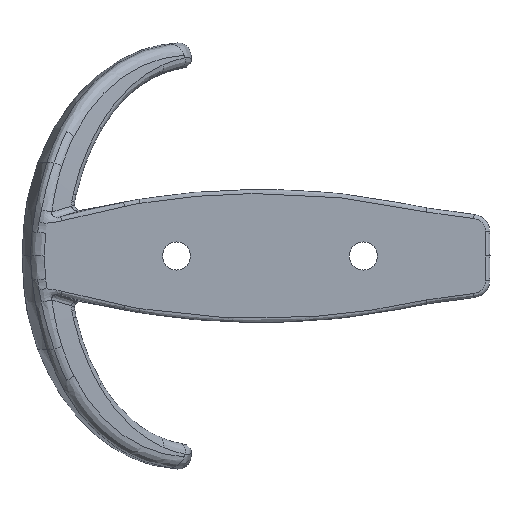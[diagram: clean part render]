
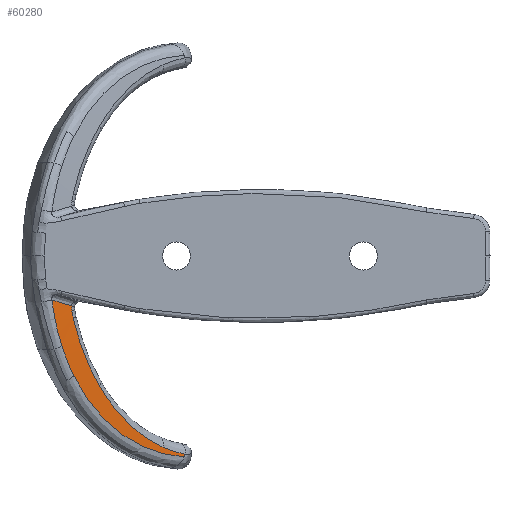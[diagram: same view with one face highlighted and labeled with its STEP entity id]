
A CAD part, front view. The second image highlights one B-rep face of the part: STEP entity #60280.
In plain terms, the highlighted free-form (B-spline) face has degree [4, 2] with [5, 3] control points.
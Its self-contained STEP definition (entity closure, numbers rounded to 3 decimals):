
#23220=CARTESIAN_POINT('',(-7.487,-52.994,0.91));
#23230=VERTEX_POINT('',#23220);
#26020=CARTESIAN_POINT('',(-15.347,-51.278,2.791));
#26030=VERTEX_POINT('',#26020);
#26140=CARTESIAN_POINT('',(-7.487,-52.994,0.91));
#26150=CARTESIAN_POINT('',(-10.216,-52.645,1.264));
#26160=CARTESIAN_POINT('',(-12.86,-52.076,1.904));
#26170=CARTESIAN_POINT('',(-15.347,-51.278,2.791));
#26180=B_SPLINE_CURVE_WITH_KNOTS('',3,(#26140,#26150,#26160,#26170),
.UNSPECIFIED.,.F.,.F.,(4,4),(0.,8.311),.UNSPECIFIED.);
#26190=EDGE_CURVE('',#23230,#26030,#26180,.T.);
#49820=CARTESIAN_POINT('',(-33.942,-30.113,24.507)
);
#49830=VERTEX_POINT('',#49820);
#51290=CARTESIAN_POINT('',(-8.555,-49.594,4.296));
#51300=VERTEX_POINT('',#51290);
#51330=CARTESIAN_POINT('',(-8.555,-49.594,4.296));
#51340=DIRECTION('',(0.217,-0.692,
-0.689));
#51350=VECTOR('',#51340,1.);
#51360=LINE('',#51330,#51350);
#51370=EDGE_CURVE('',#51300,#23230,#51360,.T.);
#55110=CARTESIAN_POINT('',(-32.75,-33.949,20.683));
#55120=VERTEX_POINT('',#55110);
#55150=CARTESIAN_POINT('',(-32.75,-33.949,20.683));
#55160=CARTESIAN_POINT('',(-32.527,-34.477,20.154));
#55170=CARTESIAN_POINT('',(-32.27,-35.002,19.627));
#55180=CARTESIAN_POINT('',(-31.832,-35.786,18.836));
#55190=CARTESIAN_POINT('',(-31.677,-36.047,18.573));
#55200=CARTESIAN_POINT('',(-31.35,-36.566,18.046));
#55210=CARTESIAN_POINT('',(-31.171,-36.836,17.772));
#55220=CARTESIAN_POINT('',(-30.652,-37.578,17.018));
#55230=CARTESIAN_POINT('',(-30.277,-38.067,16.519));
#55240=CARTESIAN_POINT('',(-29.672,-38.789,15.779));
#55250=CARTESIAN_POINT('',(-29.463,-39.028,15.533));
#55260=CARTESIAN_POINT('',(-29.03,-39.503,15.044));
#55270=CARTESIAN_POINT('',(-28.8,-39.746,14.794));
#55280=CARTESIAN_POINT('',(-27.68,-40.882,13.618));
#55290=CARTESIAN_POINT('',(-26.679,-41.76,12.703));
#55300=CARTESIAN_POINT('',(-24.533,-43.402,10.975));
#55310=CARTESIAN_POINT('',(-23.391,-44.167,10.162));
#55320=CARTESIAN_POINT('',(-22.179,-44.876,9.402));
#55330=B_SPLINE_CURVE_WITH_KNOTS('',3,(#55150,#55160,#55170,#55180,
#55190,#55200,#55210,#55220,#55230,#55240,#55250,#55260,#55270,#55280,
#55290,#55300,#55310,#55320),.UNSPECIFIED.,.F.,.F.,(4,2,2,2,2,2,2,2,4),(
0.,0.125,0.188,0.25,
0.375,0.438,0.5,0.75,
1.),.UNSPECIFIED.);
#55340=CARTESIAN_POINT('',(-22.179,-44.876,9.402));
#55350=VERTEX_POINT('',#55340);
#55360=EDGE_CURVE('',#55120,#55350,#55330,.T.);
#59370=CARTESIAN_POINT('',(-12.339,-56.393,-2.323));
#59380=CARTESIAN_POINT('',(-19.473,-50.828,3.37));
#59390=CARTESIAN_POINT('',(-26.604,-45.37,9.171));
#59400=CARTESIAN_POINT('',(-33.734,-39.907,14.968));
#59410=CARTESIAN_POINT('',(-40.868,-34.359,20.679));
#59420=CARTESIAN_POINT('',(-8.913,-54.122,-0.25));
#59430=CARTESIAN_POINT('',(-16.05,-48.506,5.392));
#59440=CARTESIAN_POINT('',(-23.18,-43.056,11.201));
#59450=CARTESIAN_POINT('',(-30.31,-37.597,17.002));
#59460=CARTESIAN_POINT('',(-37.444,-32.042,22.705));
#59470=CARTESIAN_POINT('',(-5.483,-51.967,1.94));
#59480=CARTESIAN_POINT('',(-12.622,-46.285,7.516));
#59490=CARTESIAN_POINT('',(-19.753,-40.82,13.31));
#59500=CARTESIAN_POINT('',(-26.883,-35.371,19.12));
#59510=CARTESIAN_POINT('',(-34.018,-29.805,24.813));
#59520=B_SPLINE_SURFACE_WITH_KNOTS('',4,2,((#59370,#59420,#59470),(
#59380,#59430,#59480),(#59390,#59440,#59490),(#59400,#59450,#59500),(
#59410,#59460,#59510)),.UNSPECIFIED.,.F.,.F.,.F.,(5,5),(3,3),(0.,1.),(0.
,1.),.UNSPECIFIED.);
#59530=CARTESIAN_POINT('',(-34.392,-30.292,24.344));
#59540=DIRECTION('',(0.88,0.351,
0.319));
#59550=VECTOR('',#59540,1.);
#59560=LINE('',#59530,#59550);
#59570=CARTESIAN_POINT('',(-34.392,-30.292,24.344));
#59580=VERTEX_POINT('',#59570);
#59590=EDGE_CURVE('',#59580,#49830,#59560,.T.);
#59600=ORIENTED_EDGE('',*,*,#59590,.T.);
#59610=CARTESIAN_POINT('',(-20.502,-49.211,5.067));
#59620=CARTESIAN_POINT('',(-21.567,-48.687,5.638));
#59630=CARTESIAN_POINT('',(-22.577,-48.122,6.248));
#59640=CARTESIAN_POINT('',(-24.503,-46.896,7.557));
#59650=CARTESIAN_POINT('',(-25.413,-46.237,8.253));
#59660=CARTESIAN_POINT('',(-27.921,-44.176,10.413));
#59670=CARTESIAN_POINT('',(-29.378,-42.615,12.021));
#59680=CARTESIAN_POINT('',(-31.137,-40.159,14.517));
#59690=CARTESIAN_POINT('',(-31.658,-39.317,15.367));
#59700=CARTESIAN_POINT('',(-32.34,-38.022,16.669));
#59710=CARTESIAN_POINT('',(-32.551,-37.584,17.108));
#59720=CARTESIAN_POINT('',(-32.941,-36.698,17.994));
#59730=CARTESIAN_POINT('',(-33.122,-36.241,18.45));
#59740=CARTESIAN_POINT('',(-33.917,-34.012,20.671));
#59750=CARTESIAN_POINT('',(-34.287,-32.176,22.486));
#59760=CARTESIAN_POINT('',(-34.392,-30.292,24.344));
#59770=B_SPLINE_CURVE_WITH_KNOTS('',3,(#59610,#59620,#59630,#59640,
#59650,#59660,#59670,#59680,#59690,#59700,#59710,#59720,#59730,#59740,
#59750,#59760),.UNSPECIFIED.,.F.,.F.,(4,2,2,2,2,2,2,4),(0.,
0.125,0.25,0.5,0.625,
0.687,0.75,1.),.UNSPECIFIED.);
#59780=CARTESIAN_POINT('',(-20.502,-49.211,5.067));
#59790=VERTEX_POINT('',#59780);
#59800=EDGE_CURVE('',#59790,#59580,#59770,.T.);
#59810=ORIENTED_EDGE('',*,*,#59800,.T.);
#59820=CARTESIAN_POINT('',(-1.003,-30.456,
24.299));
#59830=DIRECTION('',(-0.015,0.723,
-0.69));
#59840=DIRECTION('',(0.,-0.69,-0.723));
#59850=AXIS2_PLACEMENT_3D('',#59820,#59830,#59840);
#59860=CIRCLE('',#59850,33.194);
#59870=EDGE_CURVE('',#26030,#59790,#59860,.T.);
#59880=ORIENTED_EDGE('',*,*,#59870,.T.);
#59890=ORIENTED_EDGE('',*,*,#26190,.T.);
#59900=ORIENTED_EDGE('',*,*,#51370,.T.);
#59910=CARTESIAN_POINT('',(-8.896,-48.026,
5.892));
#59920=DIRECTION('',(0.004,-0.713,
0.701));
#59930=DIRECTION('',(0.,0.701,0.713));
#59940=AXIS2_PLACEMENT_3D('',#59910,#59920,#59930);
#59950=CIRCLE('',#59940,2.263);
#59960=CARTESIAN_POINT('',(-9.427,-49.57,4.325));
#59970=VERTEX_POINT('',#59960);
#59980=EDGE_CURVE('',#59970,#51300,#59950,.T.);
#59990=ORIENTED_EDGE('',*,*,#59980,.T.);
#60000=CARTESIAN_POINT('',(-2.699,-33.745,
22.909));
#60010=DIRECTION('',(-0.015,-0.759,
0.651));
#60020=DIRECTION('',(0.,0.651,0.759));
#60030=AXIS2_PLACEMENT_3D('',#60000,#60010,#60020);
#60040=CIRCLE('',#60030,25.319);
#60050=CARTESIAN_POINT('',(-10.653,-49.314,4.595));
#60060=VERTEX_POINT('',#60050);
#60070=EDGE_CURVE('',#60060,#59970,#60040,.T.);
#60080=ORIENTED_EDGE('',*,*,#60070,.T.);
#60090=CARTESIAN_POINT('',(-22.179,-44.876,9.402));
#60100=CARTESIAN_POINT('',(-20.486,-45.868,8.341));
#60110=CARTESIAN_POINT('',(-18.682,-46.728,7.405));
#60120=CARTESIAN_POINT('',(-14.783,-48.226,5.771));
#60130=CARTESIAN_POINT('',(-12.757,-48.835,5.104));
#60140=CARTESIAN_POINT('',(-10.653,-49.314,4.595));
#60150=B_SPLINE_CURVE_WITH_KNOTS('',3,(#60090,#60100,#60110,#60120,
#60130,#60140),.UNSPECIFIED.,.F.,.F.,(4,2,4),(0.,0.5,1.),.UNSPECIFIED.);
#60160=EDGE_CURVE('',#55350,#60060,#60150,.T.);
#60170=ORIENTED_EDGE('',*,*,#60160,.T.);
#60180=ORIENTED_EDGE('',*,*,#55360,.T.);
#60190=CARTESIAN_POINT('',(4.673,-25.218,
27.585));
#60200=DIRECTION('',(0.032,-0.701,
0.713));
#60210=DIRECTION('',(0.,0.713,0.701));
#60220=AXIS2_PLACEMENT_3D('',#60190,#60200,#60210);
#60230=CIRCLE('',#60220,39.046);
#60240=EDGE_CURVE('',#49830,#55120,#60230,.T.);
#60250=ORIENTED_EDGE('',*,*,#60240,.T.);
#60260=EDGE_LOOP('',(#60250,#60180,#60170,#60080,#59990,#59900,#59890,
#59880,#59810,#59600));
#60270=FACE_OUTER_BOUND('',#60260,.T.);
#60280=ADVANCED_FACE('',(#60270),#59520,.T.);
